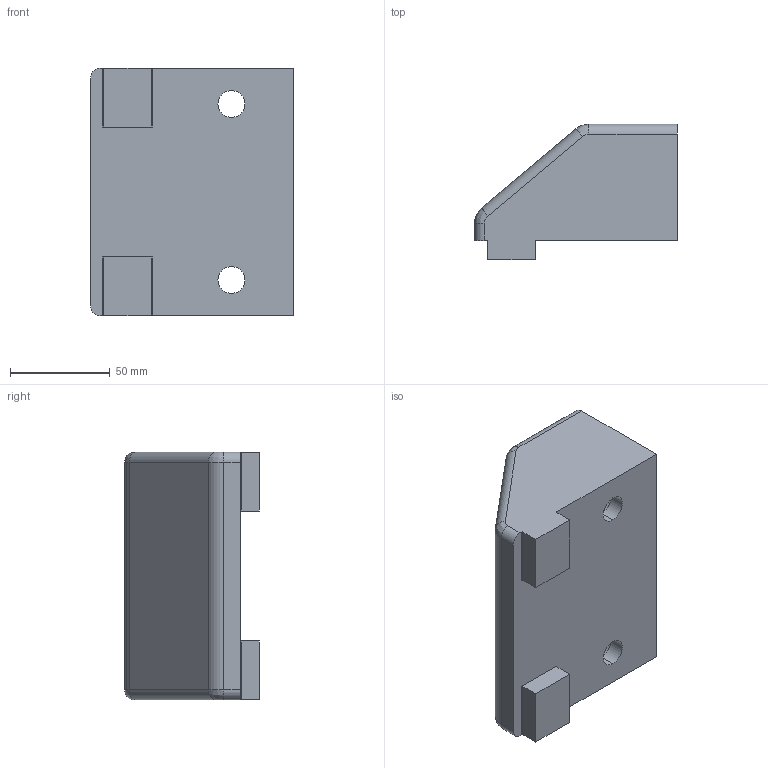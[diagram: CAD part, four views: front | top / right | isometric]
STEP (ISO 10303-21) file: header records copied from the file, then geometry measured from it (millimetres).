
FILE_DESCRIPTION (( 'STEP AP214' ), '1' );
FILE_NAME ('1701.160.stp', '2018-03-26T05:35:16', ( '' ), ( '' ), 'SwSTEP 2.0', 'SolidWorks 2016', '' );
FILE_SCHEMA (( 'AUTOMOTIVE_DESIGN' ));
Length unit declared in the file: millimetre
Products named in the file (1): 1701.160
Bounding box: 101.5 x 67.5 x 124 mm (x, y, z)
Volume: 558898.7 mm3; surface area: 53084.5 mm2
Topology: 1 solids, 1 shells, 41 faces, 103 edges, 66 vertices
Faces by surface type: cylinder 20, plane 17, bspline 4
Entity records: 1336 total; most frequent: CARTESIAN_POINT 298, DIRECTION 215, ORIENTED_EDGE 206, EDGE_CURVE 103, AXIS2_PLACEMENT_3D 78, VERTEX_POINT 66, LINE 59, VECTOR 59
